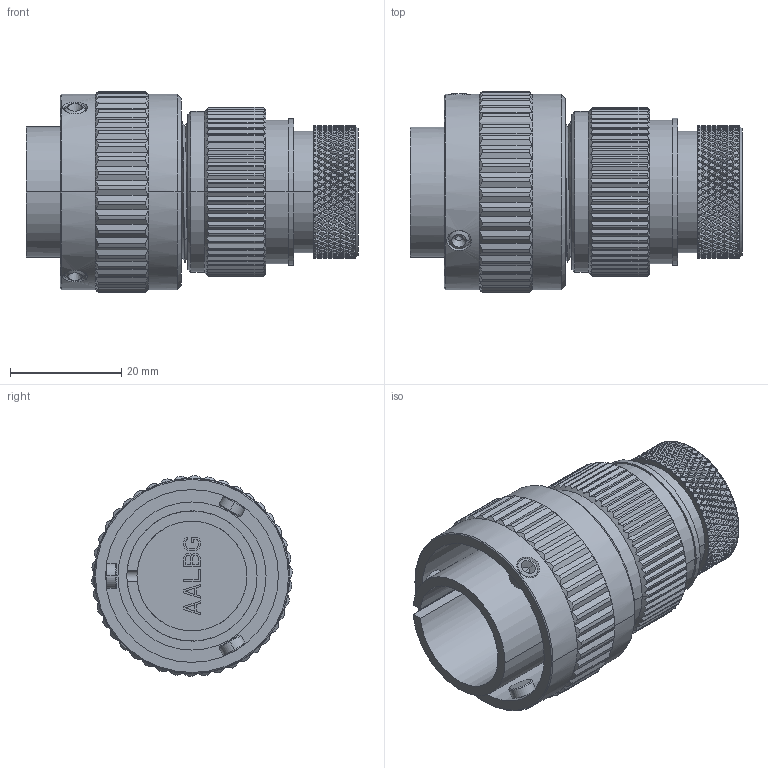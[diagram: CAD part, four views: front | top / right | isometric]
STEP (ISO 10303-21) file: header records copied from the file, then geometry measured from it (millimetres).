
FILE_DESCRIPTION((''),'2;1');
FILE_NAME('VG95234G-18_SW0001','2023-03-23T13:58:39',('paultorloting'),('NET AG system integration'),'CREO PARAMETRIC BY PTC INC, 2021404','CREO PARAMETRIC BY PTC INC, 2021404','');
FILE_SCHEMA(('AUTOMOTIVE_DESIGN { 1 0 10303 214 1 1 1 1 }'));
Products named in the file (1): VG95234G-18_SW0001
Bounding box: 59.8 x 36.16 x 36.17 mm (x, y, z)
Volume: 30640.2 mm3; surface area: 13756.5 mm2
Topology: 1 solids, 1 shells, 3475 faces, 7866 edges, 4424 vertices
Faces by surface type: plane 2628, cylinder 694, cone 140, bspline 7, torus 6
Entity records: 119069 total; most frequent: CARTESIAN_POINT 25537, ORIENTED_EDGE 15720, DIRECTION 12638, EDGE_CURVE 7860, VERTEX_POINT 4424, VECTOR 4331, LINE 4331, AXIS2_PLACEMENT_3D 4152
